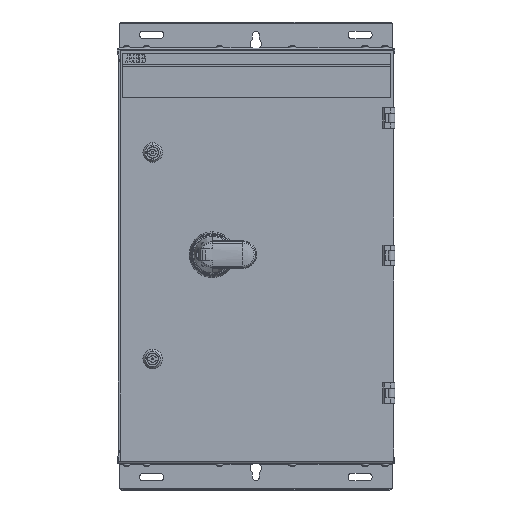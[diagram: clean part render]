
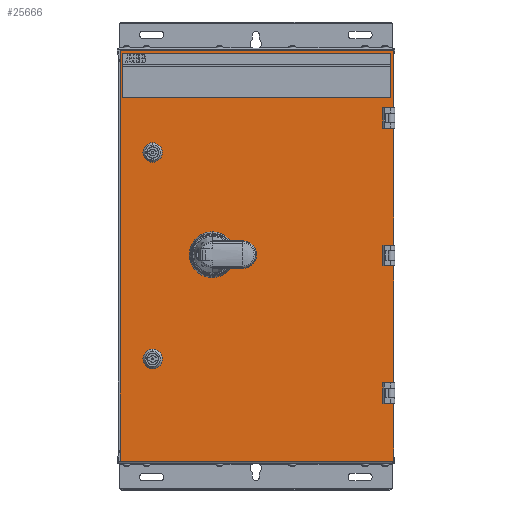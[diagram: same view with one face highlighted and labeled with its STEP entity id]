
A CAD part, top view. The second image highlights one B-rep face of the part: STEP entity #25666.
In plain terms, the highlighted planar face has unit normal (0, 0, 1).
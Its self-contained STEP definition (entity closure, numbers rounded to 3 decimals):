
#1629=DIRECTION('',(-1.,0.,0.));
#1630=VECTOR('',#1629,15.7);
#1631=CARTESIAN_POINT('',(200.,215.25,125.5));
#1632=LINE('',#1631,#1630);
#1633=DIRECTION('',(0.,-1.,0.));
#1634=VECTOR('',#1633,30.);
#1635=CARTESIAN_POINT('',(184.3,215.25,125.5));
#1636=LINE('',#1635,#1634);
#1637=DIRECTION('',(1.,0.,0.));
#1638=VECTOR('',#1637,15.7);
#1639=CARTESIAN_POINT('',(184.3,185.25,125.5));
#1640=LINE('',#1639,#1638);
#1641=DIRECTION('',(-1.,0.,0.));
#1642=VECTOR('',#1641,15.7);
#1643=CARTESIAN_POINT('',(200.,15.25,125.5));
#1644=LINE('',#1643,#1642);
#1645=DIRECTION('',(0.,-1.,0.));
#1646=VECTOR('',#1645,30.);
#1647=CARTESIAN_POINT('',(184.3,15.25,125.5));
#1648=LINE('',#1647,#1646);
#1649=DIRECTION('',(1.,0.,0.));
#1650=VECTOR('',#1649,15.7);
#1651=CARTESIAN_POINT('',(184.3,-14.75,125.5));
#1652=LINE('',#1651,#1650);
#1653=DIRECTION('',(-1.,0.,0.));
#1654=VECTOR('',#1653,15.7);
#1655=CARTESIAN_POINT('',(200.,-184.75,125.5));
#1656=LINE('',#1655,#1654);
#1657=DIRECTION('',(0.,-1.,0.));
#1658=VECTOR('',#1657,30.);
#1659=CARTESIAN_POINT('',(184.3,-184.75,125.5));
#1660=LINE('',#1659,#1658);
#1661=DIRECTION('',(1.,0.,0.));
#1662=VECTOR('',#1661,15.7);
#1663=CARTESIAN_POINT('',(184.3,-214.75,125.5));
#1664=LINE('',#1663,#1662);
#1665=DIRECTION('',(0.,-1.,0.));
#1666=VECTOR('',#1665,65.);
#1667=CARTESIAN_POINT('',(-194.,294.5,125.5));
#1668=LINE('',#1667,#1666);
#1669=DIRECTION('',(1.,0.,0.));
#1670=VECTOR('',#1669,390.);
#1671=CARTESIAN_POINT('',(-194.,229.5,125.5));
#1672=LINE('',#1671,#1670);
#1673=DIRECTION('',(0.,1.,0.));
#1674=VECTOR('',#1673,65.);
#1675=CARTESIAN_POINT('',(196.,229.5,125.5));
#1676=LINE('',#1675,#1674);
#1677=DIRECTION('',(-1.,0.,0.));
#1678=VECTOR('',#1677,390.);
#1679=CARTESIAN_POINT('',(196.,294.5,125.5));
#1680=LINE('',#1679,#1678);
#1681=CARTESIAN_POINT('',(-150.,150.,125.5));
#1682=DIRECTION('',(0.,0.,1.));
#1683=DIRECTION('',(0.,-1.,0.));
#1684=AXIS2_PLACEMENT_3D('',#1681,#1682,#1683);
#1686=CARTESIAN_POINT('',(-150.,150.,125.5));
#1687=DIRECTION('',(0.,0.,1.));
#1688=DIRECTION('',(0.,1.,0.));
#1689=AXIS2_PLACEMENT_3D('',#1686,#1687,#1688);
#1691=CARTESIAN_POINT('',(-150.,-150.,125.5));
#1692=DIRECTION('',(0.,0.,1.));
#1693=DIRECTION('',(0.,-1.,0.));
#1694=AXIS2_PLACEMENT_3D('',#1691,#1692,#1693);
#1696=CARTESIAN_POINT('',(-150.,-150.,125.5));
#1697=DIRECTION('',(0.,0.,1.));
#1698=DIRECTION('',(0.,1.,0.));
#1699=AXIS2_PLACEMENT_3D('',#1696,#1697,#1698);
#1701=CARTESIAN_POINT('',(-63.5,1.489,125.5));
#1702=DIRECTION('',(0.,0.,1.));
#1703=DIRECTION('',(0.,1.,0.));
#1704=AXIS2_PLACEMENT_3D('',#1701,#1702,#1703);
#1706=CARTESIAN_POINT('',(-63.5,1.489,125.5));
#1707=DIRECTION('',(0.,0.,1.));
#1708=DIRECTION('',(0.,-1.,0.));
#1709=AXIS2_PLACEMENT_3D('',#1706,#1707,#1708);
#1736=DIRECTION('',(0.,1.,0.));
#1737=VECTOR('',#1736,83.25);
#1738=CARTESIAN_POINT('',(200.,215.25,125.5));
#1739=LINE('',#1738,#1737);
#1752=DIRECTION('',(-1.,0.,0.));
#1753=VECTOR('',#1752,397.);
#1754=CARTESIAN_POINT('',(200.,298.5,125.5));
#1755=LINE('',#1754,#1753);
#1764=DIRECTION('',(0.,-1.,0.));
#1765=VECTOR('',#1764,597.);
#1766=CARTESIAN_POINT('',(-197.,298.5,125.5));
#1767=LINE('',#1766,#1765);
#1776=DIRECTION('',(1.,0.,0.));
#1777=VECTOR('',#1776,397.);
#1778=CARTESIAN_POINT('',(-197.,-298.5,125.5));
#1779=LINE('',#1778,#1777);
#1792=DIRECTION('',(0.,1.,0.));
#1793=VECTOR('',#1792,83.75);
#1794=CARTESIAN_POINT('',(200.,-298.5,125.5));
#1795=LINE('',#1794,#1793);
#1854=DIRECTION('',(0.,1.,0.));
#1855=VECTOR('',#1854,170.);
#1856=CARTESIAN_POINT('',(200.,-184.75,125.5));
#1857=LINE('',#1856,#1855);
#1916=DIRECTION('',(0.,1.,0.));
#1917=VECTOR('',#1916,170.);
#1918=CARTESIAN_POINT('',(200.,15.25,125.5));
#1919=LINE('',#1918,#1917);
#19529=CARTESIAN_POINT('',(-197.,-298.5,125.5));
#19530=CARTESIAN_POINT('',(200.,-298.5,125.5));
#19531=VERTEX_POINT('',#19529);
#19532=VERTEX_POINT('',#19530);
#19533=CARTESIAN_POINT('',(-197.,298.5,125.5));
#19534=VERTEX_POINT('',#19533);
#19535=CARTESIAN_POINT('',(200.,298.5,125.5));
#19536=VERTEX_POINT('',#19535);
#19915=CARTESIAN_POINT('',(-194.,294.5,125.5));
#19916=CARTESIAN_POINT('',(-194.,229.5,125.5));
#19917=VERTEX_POINT('',#19915);
#19918=VERTEX_POINT('',#19916);
#19919=CARTESIAN_POINT('',(196.,229.5,125.5));
#19920=VERTEX_POINT('',#19919);
#19921=CARTESIAN_POINT('',(196.,294.5,125.5));
#19922=VERTEX_POINT('',#19921);
#20058=CARTESIAN_POINT('',(200.,-184.75,125.5));
#20059=CARTESIAN_POINT('',(184.3,-184.75,125.5));
#20060=VERTEX_POINT('',#20058);
#20061=VERTEX_POINT('',#20059);
#20062=CARTESIAN_POINT('',(184.3,-214.75,125.5));
#20063=VERTEX_POINT('',#20062);
#20064=CARTESIAN_POINT('',(200.,-214.75,125.5));
#20065=VERTEX_POINT('',#20064);
#20253=CARTESIAN_POINT('',(200.,15.25,125.5));
#20254=CARTESIAN_POINT('',(184.3,15.25,125.5));
#20255=VERTEX_POINT('',#20253);
#20256=VERTEX_POINT('',#20254);
#20257=CARTESIAN_POINT('',(184.3,-14.75,125.5));
#20258=VERTEX_POINT('',#20257);
#20259=CARTESIAN_POINT('',(200.,-14.75,125.5));
#20260=VERTEX_POINT('',#20259);
#20476=CARTESIAN_POINT('',(200.,215.25,125.5));
#20477=CARTESIAN_POINT('',(184.3,215.25,125.5));
#20478=VERTEX_POINT('',#20476);
#20479=VERTEX_POINT('',#20477);
#20480=CARTESIAN_POINT('',(184.3,185.25,125.5));
#20481=VERTEX_POINT('',#20480);
#20482=CARTESIAN_POINT('',(200.,185.25,125.5));
#20483=VERTEX_POINT('',#20482);
#20580=CARTESIAN_POINT('',(-150.,135.938,125.5));
#20581=CARTESIAN_POINT('',(-150.,164.063,125.5));
#20582=VERTEX_POINT('',#20580);
#20583=VERTEX_POINT('',#20581);
#20652=CARTESIAN_POINT('',(-150.,-164.063,125.5));
#20653=CARTESIAN_POINT('',(-150.,-135.938,125.5));
#20654=VERTEX_POINT('',#20652);
#20655=VERTEX_POINT('',#20653);
#23437=CARTESIAN_POINT('',(-63.5,34.803,125.5));
#23438=CARTESIAN_POINT('',(-63.5,-31.824,125.5));
#23439=VERTEX_POINT('',#23437);
#23440=VERTEX_POINT('',#23438);
#25600=CARTESIAN_POINT('',(1.5,0.,125.5));
#25601=DIRECTION('',(0.,0.,1.));
#25602=DIRECTION('',(1.,0.,0.));
#25603=AXIS2_PLACEMENT_3D('',#25600,#25601,#25602);
#25604=PLANE('',#25603);
#25606=ORIENTED_EDGE('',*,*,#25605,.T.);
#25608=ORIENTED_EDGE('',*,*,#25607,.T.);
#25609=ORIENTED_EDGE('',*,*,#25570,.T.);
#25611=ORIENTED_EDGE('',*,*,#25610,.F.);
#25613=ORIENTED_EDGE('',*,*,#25612,.T.);
#25615=ORIENTED_EDGE('',*,*,#25614,.T.);
#25617=ORIENTED_EDGE('',*,*,#25616,.T.);
#25619=ORIENTED_EDGE('',*,*,#25618,.F.);
#25621=ORIENTED_EDGE('',*,*,#25620,.T.);
#25623=ORIENTED_EDGE('',*,*,#25622,.T.);
#25625=ORIENTED_EDGE('',*,*,#25624,.T.);
#25627=ORIENTED_EDGE('',*,*,#25626,.F.);
#25629=ORIENTED_EDGE('',*,*,#25628,.F.);
#25631=ORIENTED_EDGE('',*,*,#25630,.F.);
#25633=ORIENTED_EDGE('',*,*,#25632,.F.);
#25635=ORIENTED_EDGE('',*,*,#25634,.F.);
#25636=EDGE_LOOP('',(#25606,#25608,#25609,#25611,#25613,#25615,#25617,#25619,
#25621,#25623,#25625,#25627,#25629,#25631,#25633,#25635));
#25637=FACE_OUTER_BOUND('',#25636,.F.);
#25639=ORIENTED_EDGE('',*,*,#25638,.T.);
#25641=ORIENTED_EDGE('',*,*,#25640,.T.);
#25643=ORIENTED_EDGE('',*,*,#25642,.T.);
#25645=ORIENTED_EDGE('',*,*,#25644,.T.);
#25646=EDGE_LOOP('',(#25639,#25641,#25643,#25645));
#25647=FACE_BOUND('',#25646,.F.);
#25649=ORIENTED_EDGE('',*,*,#25648,.T.);
#25651=ORIENTED_EDGE('',*,*,#25650,.T.);
#25652=EDGE_LOOP('',(#25649,#25651));
#25653=FACE_BOUND('',#25652,.F.);
#25655=ORIENTED_EDGE('',*,*,#25654,.T.);
#25657=ORIENTED_EDGE('',*,*,#25656,.T.);
#25658=EDGE_LOOP('',(#25655,#25657));
#25659=FACE_BOUND('',#25658,.F.);
#25661=ORIENTED_EDGE('',*,*,#25660,.T.);
#25663=ORIENTED_EDGE('',*,*,#25662,.T.);
#25664=EDGE_LOOP('',(#25661,#25663));
#25665=FACE_BOUND('',#25664,.F.);
#1685=CIRCLE('',#1684,14.063);
#1690=CIRCLE('',#1689,14.063);
#1695=CIRCLE('',#1694,14.063);
#1700=CIRCLE('',#1699,14.063);
#1705=CIRCLE('',#1704,33.314);
#1710=CIRCLE('',#1709,33.314);
#25570=EDGE_CURVE('',#20481,#20483,#1640,.T.);
#25605=EDGE_CURVE('',#20478,#20479,#1632,.T.);
#25607=EDGE_CURVE('',#20479,#20481,#1636,.T.);
#25610=EDGE_CURVE('',#20255,#20483,#1919,.T.);
#25612=EDGE_CURVE('',#20255,#20256,#1644,.T.);
#25614=EDGE_CURVE('',#20256,#20258,#1648,.T.);
#25616=EDGE_CURVE('',#20258,#20260,#1652,.T.);
#25618=EDGE_CURVE('',#20060,#20260,#1857,.T.);
#25620=EDGE_CURVE('',#20060,#20061,#1656,.T.);
#25622=EDGE_CURVE('',#20061,#20063,#1660,.T.);
#25624=EDGE_CURVE('',#20063,#20065,#1664,.T.);
#25626=EDGE_CURVE('',#19532,#20065,#1795,.T.);
#25628=EDGE_CURVE('',#19531,#19532,#1779,.T.);
#25630=EDGE_CURVE('',#19534,#19531,#1767,.T.);
#25632=EDGE_CURVE('',#19536,#19534,#1755,.T.);
#25634=EDGE_CURVE('',#20478,#19536,#1739,.T.);
#25638=EDGE_CURVE('',#19917,#19918,#1668,.T.);
#25640=EDGE_CURVE('',#19918,#19920,#1672,.T.);
#25642=EDGE_CURVE('',#19920,#19922,#1676,.T.);
#25644=EDGE_CURVE('',#19922,#19917,#1680,.T.);
#25648=EDGE_CURVE('',#20582,#20583,#1685,.T.);
#25650=EDGE_CURVE('',#20583,#20582,#1690,.T.);
#25654=EDGE_CURVE('',#20654,#20655,#1695,.T.);
#25656=EDGE_CURVE('',#20655,#20654,#1700,.T.);
#25660=EDGE_CURVE('',#23439,#23440,#1705,.T.);
#25662=EDGE_CURVE('',#23440,#23439,#1710,.T.);
#25666=ADVANCED_FACE('',(#25637,#25647,#25653,#25659,#25665),#25604,.T.);
